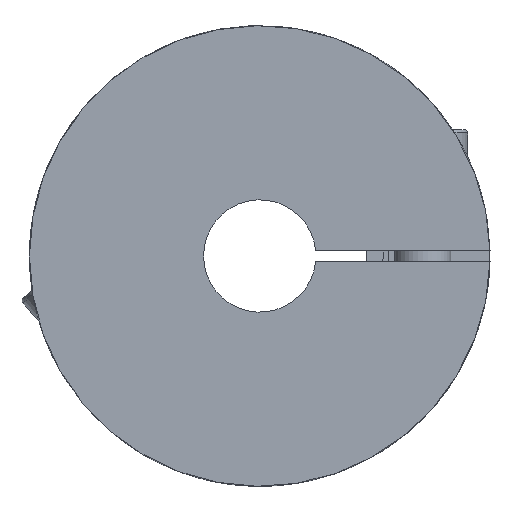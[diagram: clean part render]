
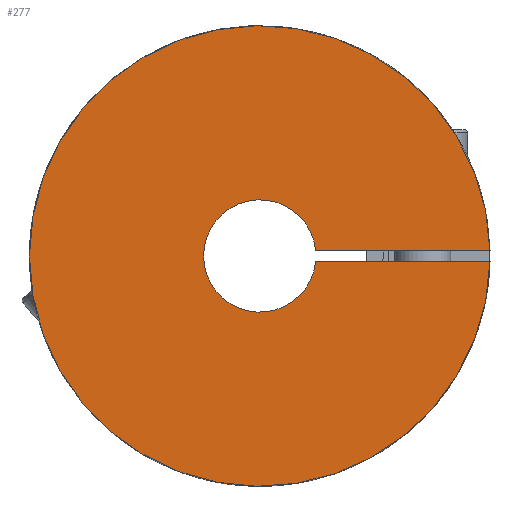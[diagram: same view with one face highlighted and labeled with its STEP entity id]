
A CAD part, left-side view. The second image highlights one B-rep face of the part: STEP entity #277.
In plain terms, the highlighted planar face has unit normal (-1, 0, 0).
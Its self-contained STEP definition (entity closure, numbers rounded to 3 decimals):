
#277=ADVANCED_FACE('NONE',(#641),#642,.F.);
#641=FACE_OUTER_BOUND('',#1121,.T.);
#642=PLANE('',#1122);
#1121=EDGE_LOOP('',(#1696,#1697,#1698,#1699,#1700,#1701));
#1122=AXIS2_PLACEMENT_3D('',#1702,#1703,#1704);
#1696=ORIENTED_EDGE('',*,*,#2935,.F.);
#1697=ORIENTED_EDGE('',*,*,#3004,.F.);
#1698=ORIENTED_EDGE('',*,*,#2940,.T.);
#1699=ORIENTED_EDGE('',*,*,#2996,.T.);
#1700=ORIENTED_EDGE('',*,*,#2998,.F.);
#1701=ORIENTED_EDGE('',*,*,#3021,.F.);
#1702=CARTESIAN_POINT('',(0.,0.0,41.0));
#1703=DIRECTION('',(1.0,0.0,0.0));
#1704=DIRECTION('',(0.0,-0.0,-1.0));
#2935=EDGE_CURVE('NONE',#3484,#3480,#3486,.T.);
#2940=EDGE_CURVE('NONE',#3495,#3492,#3496,.T.);
#2996=EDGE_CURVE('NONE',#3492,#3589,#3591,.T.);
#2998=EDGE_CURVE('NONE',#3593,#3589,#3594,.T.);
#3004=EDGE_CURVE('NONE',#3495,#3484,#3601,.T.);
#3021=EDGE_CURVE('NONE',#3480,#3593,#3626,.T.);
#3480=VERTEX_POINT('',#4289);
#3484=VERTEX_POINT('NONE',#4294);
#3486=CIRCLE('',#4297,10.0);
#3492=VERTEX_POINT('',#4403);
#3495=VERTEX_POINT('NONE',#4407);
#3496=CIRCLE('',#4408,41.0);
#3589=VERTEX_POINT('NONE',#4598);
#3591=CIRCLE('',#4601,41.0);
#3593=VERTEX_POINT('NONE',#4603);
#3594=LINE('',#4604,#4605);
#3601=LINE('',#4615,#4616);
#3626=CIRCLE('',#4649,10.0);
#4289=CARTESIAN_POINT('',(0.0,10.0,0.));
#4294=CARTESIAN_POINT('',(0.0,-9.95,1.0));
#4297=AXIS2_PLACEMENT_3D('',#5698,#5699,#5700);
#4403=CARTESIAN_POINT('',(0.,41.0,0.));
#4407=CARTESIAN_POINT('',(0.0,-40.988,1.0));
#4408=AXIS2_PLACEMENT_3D('',#5702,#5703,#5704);
#4598=CARTESIAN_POINT('',(0.,-40.988,-1.0));
#4601=AXIS2_PLACEMENT_3D('',#5797,#5798,#5799);
#4603=CARTESIAN_POINT('',(0.0,-9.95,-1.0));
#4604=CARTESIAN_POINT('',(0.0,-3.582,-1.0));
#4605=VECTOR('',#5800,1000.0);
#4615=CARTESIAN_POINT('',(0.0,-3.582,1.0));
#4616=VECTOR('',#5807,1000.0);
#4649=AXIS2_PLACEMENT_3D('',#5834,#5835,#5836);
#5698=CARTESIAN_POINT('',(0.0,0.0,0.0));
#5699=DIRECTION('',(-1.0,0.0,0.0));
#5700=DIRECTION('',(0.0,-1.0,0.0));
#5702=CARTESIAN_POINT('',(0.,0.0,0.0));
#5703=DIRECTION('',(-1.0,0.0,0.0));
#5704=DIRECTION('',(0.0,-1.0,0.0));
#5797=CARTESIAN_POINT('',(0.,0.0,0.0));
#5798=DIRECTION('',(-1.0,0.0,0.0));
#5799=DIRECTION('',(0.0,-1.0,0.0));
#5800=DIRECTION('',(0.0,-1.0,0.0));
#5807=DIRECTION('',(0.0,1.0,-0.0));
#5834=CARTESIAN_POINT('',(0.0,0.0,0.0));
#5835=DIRECTION('',(-1.0,0.0,0.0));
#5836=DIRECTION('',(0.0,-1.0,0.0));
